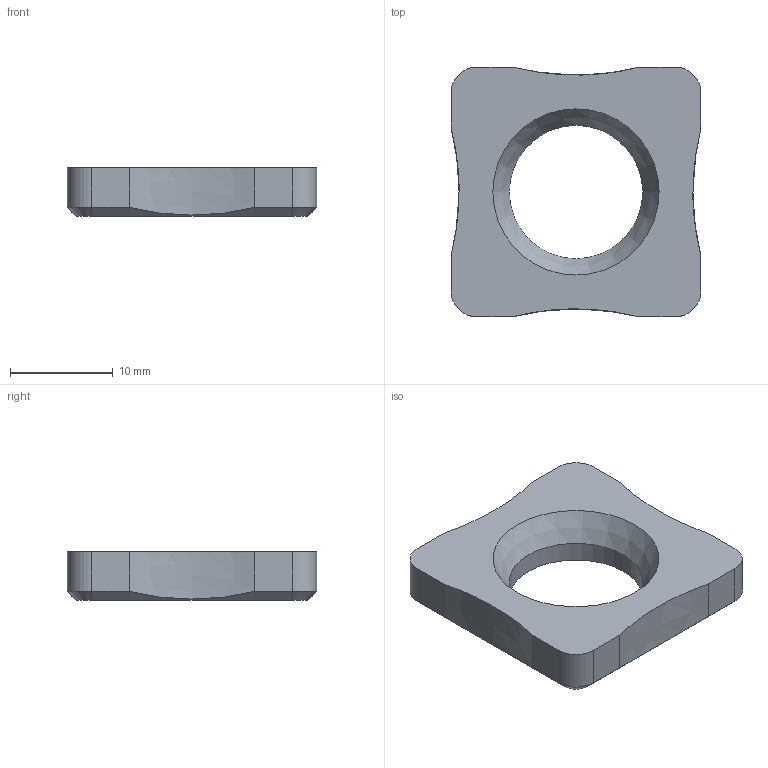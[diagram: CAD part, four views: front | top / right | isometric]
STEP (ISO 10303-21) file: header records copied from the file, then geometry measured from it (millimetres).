
FILE_DESCRIPTION(/* description */ (''),/* implementation_level */ '2;1');
FILE_NAME(/* name */ 'SNU250424_R_115004702ndi000_00_SIM.stp',/* time_stamp */ '2022-07-07T09:17:23+02:00',/* author */ (''),/* organization */ (''),/* preprocessor_version */ 'ST-DEVELOPER v16.7',/* originating_system */ 'SIEMENS PLM Software NX 12.0',/* authorisation */ '');
FILE_SCHEMA (('AUTOMOTIVE_DESIGN { 1 0 10303 214 3 1 1 1 }'));
Length unit declared in the file: millimetre
Products named in the file (1): fo342F28B966mwgl
Bounding box: 24.3 x 24.3 x 4.76 mm (x, y, z)
Volume: 1917.1 mm3; surface area: 1421.1 mm2
Topology: 1 solids, 1 shells, 28 faces, 70 edges, 44 vertices
Faces by surface type: plane 14, cylinder 5, cone 5, extrusion 4
Full cylindrical faces by diameter (mm): 13 x1
Entity records: 926 total; most frequent: CARTESIAN_POINT 239, ORIENTED_EDGE 134, DIRECTION 128, EDGE_CURVE 67, VECTOR 48, LINE 44, VERTEX_POINT 43, AXIS2_PLACEMENT_3D 40
